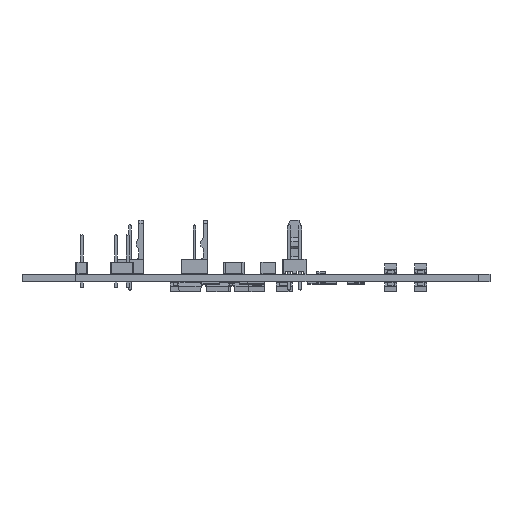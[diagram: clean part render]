
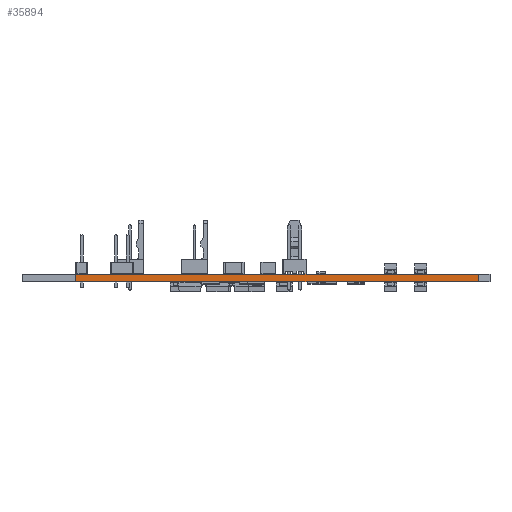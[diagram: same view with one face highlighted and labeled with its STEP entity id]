
A CAD part, front view. The second image highlights one B-rep face of the part: STEP entity #35894.
In plain terms, the highlighted planar face has unit normal (0, -1, 0).
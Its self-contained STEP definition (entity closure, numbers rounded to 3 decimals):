
#27074 = PLANE('',#27075);
#27075 = AXIS2_PLACEMENT_3D('',#27076,#27077,#27078);
#27076 = CARTESIAN_POINT('',(88.55,-71.95,1.6));
#27077 = DIRECTION('',(0.,0.,1.));
#27078 = DIRECTION('',(1.,0.,0.));
#27128 = PLANE('',#27129);
#27129 = AXIS2_PLACEMENT_3D('',#27130,#27131,#27132);
#27130 = CARTESIAN_POINT('',(88.55,-71.95,0.));
#27131 = DIRECTION('',(0.,0.,1.));
#27132 = DIRECTION('',(1.,0.,0.));
#27433 = VERTEX_POINT('',#27434);
#27434 = CARTESIAN_POINT('',(100.2,-125.3,0.));
#27448 = PLANE('',#27449);
#27449 = AXIS2_PLACEMENT_3D('',#27450,#27451,#27452);
#27450 = CARTESIAN_POINT('',(100.2,-125.3,0.));
#27451 = DIRECTION('',(-1.,0.,0.));
#27452 = DIRECTION('',(0.,1.,0.));
#27460 = EDGE_CURVE('',#27461,#27433,#27463,.T.);
#27461 = VERTEX_POINT('',#27462);
#27462 = CARTESIAN_POINT('',(187.6,-125.3,0.));
#27463 = SURFACE_CURVE('',#27464,(#27468,#27475),.PCURVE_S1.);
#27464 = LINE('',#27465,#27466);
#27465 = CARTESIAN_POINT('',(187.6,-125.3,0.));
#27466 = VECTOR('',#27467,1.);
#27467 = DIRECTION('',(-1.,0.,0.));
#27468 = PCURVE('',#27128,#27469);
#27469 = DEFINITIONAL_REPRESENTATION('',(#27470),#27474);
#27470 = LINE('',#27471,#27472);
#27471 = CARTESIAN_POINT('',(99.05,-53.35));
#27472 = VECTOR('',#27473,1.);
#27473 = DIRECTION('',(-1.,0.));
#27474 = ( GEOMETRIC_REPRESENTATION_CONTEXT(2) 
PARAMETRIC_REPRESENTATION_CONTEXT() REPRESENTATION_CONTEXT('2D SPACE',''
  ) );
#27475 = PCURVE('',#27476,#27481);
#27476 = PLANE('',#27477);
#27477 = AXIS2_PLACEMENT_3D('',#27478,#27479,#27480);
#27478 = CARTESIAN_POINT('',(187.6,-125.3,0.));
#27479 = DIRECTION('',(0.,-1.,0.));
#27480 = DIRECTION('',(-1.,0.,0.));
#27481 = DEFINITIONAL_REPRESENTATION('',(#27482),#27486);
#27482 = LINE('',#27483,#27484);
#27483 = CARTESIAN_POINT('',(0.,0.));
#27484 = VECTOR('',#27485,1.);
#27485 = DIRECTION('',(1.,0.));
#27486 = ( GEOMETRIC_REPRESENTATION_CONTEXT(2) 
PARAMETRIC_REPRESENTATION_CONTEXT() REPRESENTATION_CONTEXT('2D SPACE',''
  ) );
#27504 = PLANE('',#27505);
#27505 = AXIS2_PLACEMENT_3D('',#27506,#27507,#27508);
#27506 = CARTESIAN_POINT('',(187.6,-122.75,0.));
#27507 = DIRECTION('',(1.,0.,0.));
#27508 = DIRECTION('',(0.,-1.,0.));
#31915 = VERTEX_POINT('',#31916);
#31916 = CARTESIAN_POINT('',(100.2,-125.3,1.6));
#31937 = EDGE_CURVE('',#31938,#31915,#31940,.T.);
#31938 = VERTEX_POINT('',#31939);
#31939 = CARTESIAN_POINT('',(187.6,-125.3,1.6));
#31940 = SURFACE_CURVE('',#31941,(#31945,#31952),.PCURVE_S1.);
#31941 = LINE('',#31942,#31943);
#31942 = CARTESIAN_POINT('',(187.6,-125.3,1.6));
#31943 = VECTOR('',#31944,1.);
#31944 = DIRECTION('',(-1.,0.,0.));
#31945 = PCURVE('',#27074,#31946);
#31946 = DEFINITIONAL_REPRESENTATION('',(#31947),#31951);
#31947 = LINE('',#31948,#31949);
#31948 = CARTESIAN_POINT('',(99.05,-53.35));
#31949 = VECTOR('',#31950,1.);
#31950 = DIRECTION('',(-1.,0.));
#31951 = ( GEOMETRIC_REPRESENTATION_CONTEXT(2) 
PARAMETRIC_REPRESENTATION_CONTEXT() REPRESENTATION_CONTEXT('2D SPACE',''
  ) );
#31952 = PCURVE('',#27476,#31953);
#31953 = DEFINITIONAL_REPRESENTATION('',(#31954),#31958);
#31954 = LINE('',#31955,#31956);
#31955 = CARTESIAN_POINT('',(0.,-1.6));
#31956 = VECTOR('',#31957,1.);
#31957 = DIRECTION('',(1.,0.));
#31958 = ( GEOMETRIC_REPRESENTATION_CONTEXT(2) 
PARAMETRIC_REPRESENTATION_CONTEXT() REPRESENTATION_CONTEXT('2D SPACE',''
  ) );
#35844 = EDGE_CURVE('',#27433,#31915,#35845,.T.);
#35845 = SURFACE_CURVE('',#35846,(#35850,#35857),.PCURVE_S1.);
#35846 = LINE('',#35847,#35848);
#35847 = CARTESIAN_POINT('',(100.2,-125.3,0.));
#35848 = VECTOR('',#35849,1.);
#35849 = DIRECTION('',(0.,0.,1.));
#35850 = PCURVE('',#27448,#35851);
#35851 = DEFINITIONAL_REPRESENTATION('',(#35852),#35856);
#35852 = LINE('',#35853,#35854);
#35853 = CARTESIAN_POINT('',(0.,0.));
#35854 = VECTOR('',#35855,1.);
#35855 = DIRECTION('',(0.,-1.));
#35856 = ( GEOMETRIC_REPRESENTATION_CONTEXT(2) 
PARAMETRIC_REPRESENTATION_CONTEXT() REPRESENTATION_CONTEXT('2D SPACE',''
  ) );
#35857 = PCURVE('',#27476,#35858);
#35858 = DEFINITIONAL_REPRESENTATION('',(#35859),#35863);
#35859 = LINE('',#35860,#35861);
#35860 = CARTESIAN_POINT('',(87.4,0.));
#35861 = VECTOR('',#35862,1.);
#35862 = DIRECTION('',(0.,-1.));
#35863 = ( GEOMETRIC_REPRESENTATION_CONTEXT(2) 
PARAMETRIC_REPRESENTATION_CONTEXT() REPRESENTATION_CONTEXT('2D SPACE',''
  ) );
#35873 = EDGE_CURVE('',#27461,#31938,#35874,.T.);
#35874 = SURFACE_CURVE('',#35875,(#35879,#35886),.PCURVE_S1.);
#35875 = LINE('',#35876,#35877);
#35876 = CARTESIAN_POINT('',(187.6,-125.3,0.));
#35877 = VECTOR('',#35878,1.);
#35878 = DIRECTION('',(0.,0.,1.));
#35879 = PCURVE('',#27504,#35880);
#35880 = DEFINITIONAL_REPRESENTATION('',(#35881),#35885);
#35881 = LINE('',#35882,#35883);
#35882 = CARTESIAN_POINT('',(2.55,0.));
#35883 = VECTOR('',#35884,1.);
#35884 = DIRECTION('',(0.,-1.));
#35885 = ( GEOMETRIC_REPRESENTATION_CONTEXT(2) 
PARAMETRIC_REPRESENTATION_CONTEXT() REPRESENTATION_CONTEXT('2D SPACE',''
  ) );
#35886 = PCURVE('',#27476,#35887);
#35887 = DEFINITIONAL_REPRESENTATION('',(#35888),#35892);
#35888 = LINE('',#35889,#35890);
#35889 = CARTESIAN_POINT('',(0.,0.));
#35890 = VECTOR('',#35891,1.);
#35891 = DIRECTION('',(0.,-1.));
#35892 = ( GEOMETRIC_REPRESENTATION_CONTEXT(2) 
PARAMETRIC_REPRESENTATION_CONTEXT() REPRESENTATION_CONTEXT('2D SPACE',''
  ) );
#35894 = ADVANCED_FACE('',(#35895),#27476,.T.);
#35895 = FACE_BOUND('',#35896,.T.);
#35896 = EDGE_LOOP('',(#35897,#35898,#35899,#35900));
#35897 = ORIENTED_EDGE('',*,*,#35873,.T.);
#35898 = ORIENTED_EDGE('',*,*,#31937,.T.);
#35899 = ORIENTED_EDGE('',*,*,#35844,.F.);
#35900 = ORIENTED_EDGE('',*,*,#27460,.F.);
